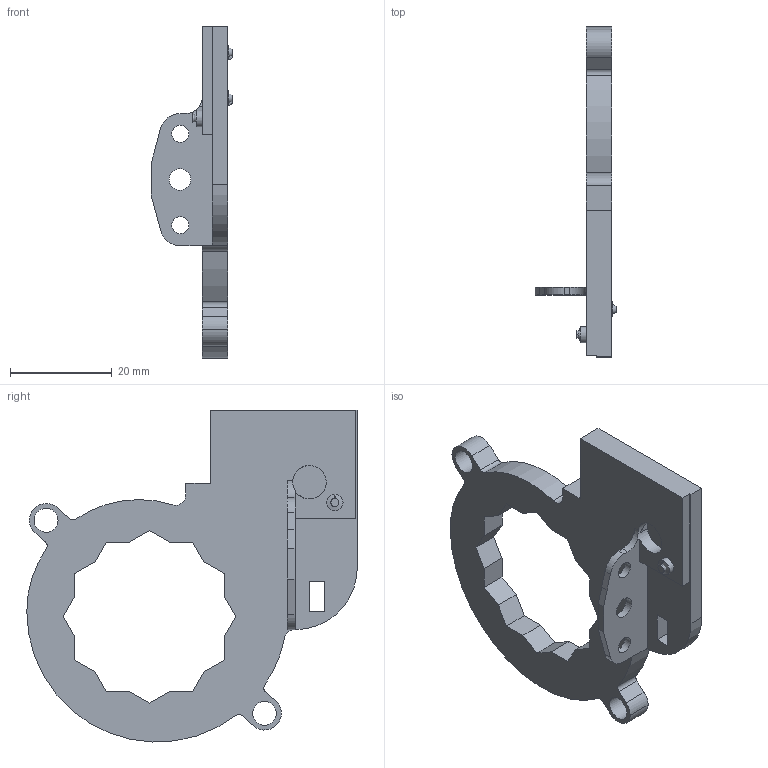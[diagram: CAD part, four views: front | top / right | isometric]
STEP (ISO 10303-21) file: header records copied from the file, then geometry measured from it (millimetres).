
FILE_DESCRIPTION(('HOOPS Exchange Step'),'2;1');
FILE_NAME('temp_export.step','2020-05-11T10:48:44-05:00',('mobile'),('Shapr3D Limited'),'HOOPS Exchange 2018.1','Shapr3D','Authorized');
FILE_SCHEMA( ('AP203_CONFIGURATION_CONTROLLED_3D_DESIGN_OF_MECHANICAL_PARTS_AND_ASSEMBLIES_MIM_LF') );
Length unit declared in the file: millimetre
Products named in the file (1): Cooling Plate
Bounding box: 16.1 x 65.05 x 65.36 mm (x, y, z)
Volume: 10421 mm3; surface area: 6779.7 mm2
Topology: 1 solids, 1 shells, 87 faces, 256 edges, 174 vertices
Faces by surface type: plane 56, cylinder 28, sphere 3
Full cylindrical faces by diameter (mm): 2.906 x2, 3.206 x1, 3.36 x2, 4.243 x1, 4.7 x2, 6.606 x1
Entity records: 2992 total; most frequent: CARTESIAN_POINT 536, ORIENTED_EDGE 512, DIRECTION 507, EDGE_CURVE 256, VECTOR 177, LINE 177, VERTEX_POINT 174, AXIS2_PLACEMENT_3D 165
